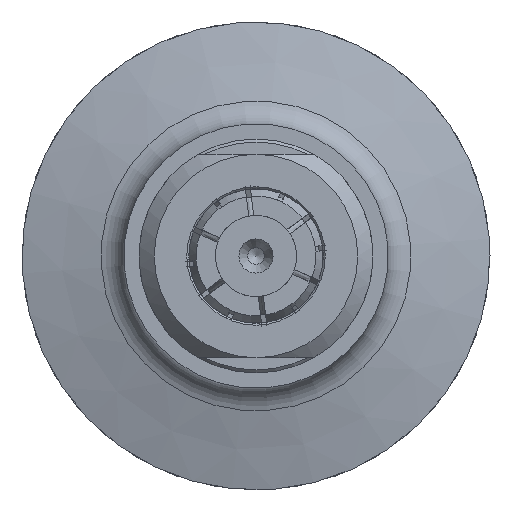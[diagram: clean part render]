
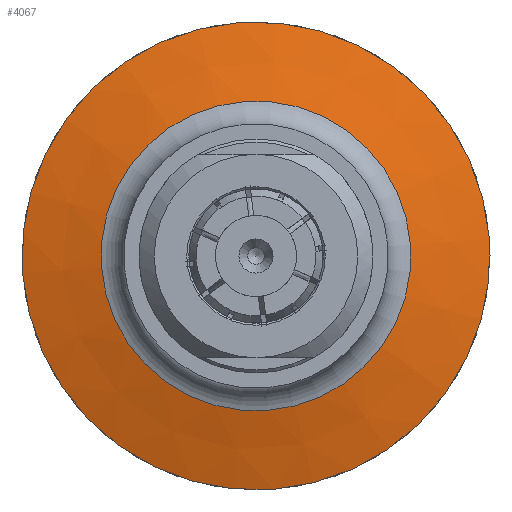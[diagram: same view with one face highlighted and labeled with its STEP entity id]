
A CAD part, left-side view. The second image highlights one B-rep face of the part: STEP entity #4067.
In plain terms, the highlighted conical face has half-angle 75 degrees and reference radius 18 mm.
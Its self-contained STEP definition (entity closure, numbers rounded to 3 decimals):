
#73=CONICAL_SURFACE('',#4445,18.,1.309);
#609=FACE_OUTER_BOUND('',#843,.T.);
#843=EDGE_LOOP('',(#3204,#3205,#3206,#3207,#3208));
#1095=CIRCLE('',#4440,15.224);
#1096=CIRCLE('',#4441,15.224);
#1099=CIRCLE('',#4446,23.);
#1352=LINE('',#6705,#1567);
#1567=VECTOR('',#5309,18.);
#1895=VERTEX_POINT('',#6692);
#1896=VERTEX_POINT('',#6694);
#1898=VERTEX_POINT('',#6703);
#2382=EDGE_CURVE('',#1895,#1896,#1095,.T.);
#2383=EDGE_CURVE('',#1896,#1895,#1096,.T.);
#2387=EDGE_CURVE('',#1898,#1898,#1099,.T.);
#2388=EDGE_CURVE('',#1898,#1896,#1352,.T.);
#3204=ORIENTED_EDGE('',*,*,#2387,.F.);
#3205=ORIENTED_EDGE('',*,*,#2388,.T.);
#3206=ORIENTED_EDGE('',*,*,#2382,.F.);
#3207=ORIENTED_EDGE('',*,*,#2383,.F.);
#3208=ORIENTED_EDGE('',*,*,#2388,.F.);
#4067=ADVANCED_FACE('',(#609),#73,.T.);
#4440=AXIS2_PLACEMENT_3D('',#6695,#5294,#5295);
#4441=AXIS2_PLACEMENT_3D('',#6696,#5296,#5297);
#4445=AXIS2_PLACEMENT_3D('',#6702,#5305,#5306);
#4446=AXIS2_PLACEMENT_3D('',#6704,#5307,#5308);
#5294=DIRECTION('center_axis',(-1.,0.,0.));
#5295=DIRECTION('ref_axis',(0.,0.563,0.827));
#5296=DIRECTION('center_axis',(-1.,0.,0.));
#5297=DIRECTION('ref_axis',(0.,0.563,0.827));
#5305=DIRECTION('center_axis',(1.,0.,0.));
#5306=DIRECTION('ref_axis',(0.,-0.563,-0.827));
#5307=DIRECTION('center_axis',(1.,0.,0.));
#5308=DIRECTION('ref_axis',(0.,-0.563,-0.827));
#5309=DIRECTION('',(-0.259,-0.544,-0.798));
#6692=CARTESIAN_POINT('',(-40.284,12.584,-8.567));
#6694=CARTESIAN_POINT('',(-40.284,8.567,12.584));
#6695=CARTESIAN_POINT('Origin',(-40.284,0.,
0.));
#6696=CARTESIAN_POINT('Origin',(-40.284,0.,
0.));
#6702=CARTESIAN_POINT('Origin',(-39.54,0.,
0.));
#6703=CARTESIAN_POINT('',(-38.2,12.943,19.013));
#6704=CARTESIAN_POINT('Origin',(-38.2,0.,0.));
#6705=CARTESIAN_POINT('',(-39.54,10.129,14.879));
